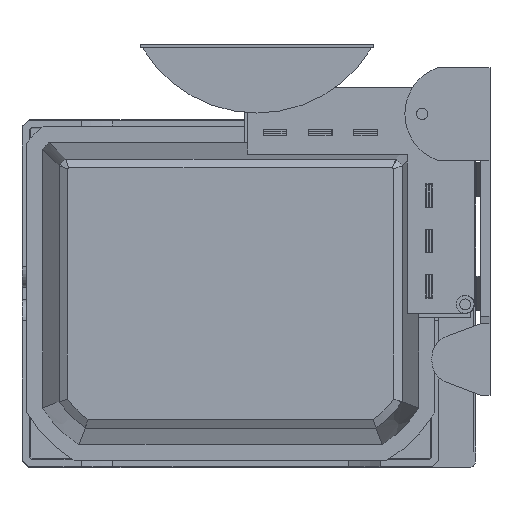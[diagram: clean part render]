
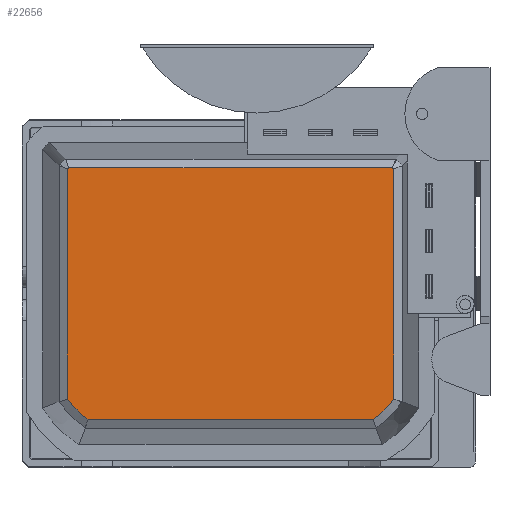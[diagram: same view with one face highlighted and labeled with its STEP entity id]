
A CAD part, front view. The second image highlights one B-rep face of the part: STEP entity #22656.
In plain terms, the highlighted planar face has unit normal (0, -1, 0).
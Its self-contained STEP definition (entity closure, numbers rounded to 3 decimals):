
#5911=EDGE_CURVE('',#11450,#11447,#11451,.T.);
#5915=EDGE_CURVE('',#11455,#11456,#11457,.T.);
#5917=EDGE_CURVE('',#11456,#11459,#11460,.T.);
#5919=EDGE_CURVE('',#11459,#11462,#11463,.T.);
#5921=EDGE_CURVE('',#11462,#11465,#11466,.T.);
#5923=EDGE_CURVE('',#11465,#11468,#11469,.T.);
#5925=EDGE_CURVE('',#11468,#11450,#11471,.T.);
#5927=EDGE_CURVE('',#11447,#11455,#11473,.T.);
#11447=VERTEX_POINT('',#22254);
#11450=VERTEX_POINT('',#22263);
#11451=CIRCLE('',#22264,57.619);
#11455=VERTEX_POINT('',#22275);
#11456=VERTEX_POINT('',#22276);
#11457=CIRCLE('',#22277,17.589);
#11459=VERTEX_POINT('',#22280);
#11460=LINE('',#22281,#22282);
#11462=VERTEX_POINT('',#22285);
#11463=CIRCLE('',#22286,17.589);
#11465=VERTEX_POINT('',#22289);
#11466=LINE('',#22290,#22291);
#11468=VERTEX_POINT('',#22294);
#11469=CIRCLE('',#22295,57.619);
#11471=LINE('',#22298,#22299);
#11473=LINE('',#22302,#22303);
#22254=CARTESIAN_POINT('',(-53.133,-261.35,-157.426));
#22263=CARTESIAN_POINT('',(-64.519,-261.35,-168.812));
#22264=AXIS2_PLACEMENT_3D('',#27842,#27843,#27844);
#22275=CARTESIAN_POINT('',(-53.133,-261.35,-30.345));
#22276=CARTESIAN_POINT('',(-53.845,-261.35,-29.633));
#22277=AXIS2_PLACEMENT_3D('',#27845,#27846,#27847);
#22280=CARTESIAN_POINT('',(-232.599,-261.35,-29.633));
#22281=CARTESIAN_POINT('',(-53.845,-261.35,-29.633));
#22282=VECTOR('',#27848,178.754);
#22285=CARTESIAN_POINT('',(-233.312,-261.35,-30.345));
#22286=AXIS2_PLACEMENT_3D('',#27849,#27850,#27851);
#22289=CARTESIAN_POINT('',(-233.312,-261.35,-157.426));
#22290=CARTESIAN_POINT('',(-233.312,-261.35,-30.345));
#22291=VECTOR('',#27852,127.08);
#22294=CARTESIAN_POINT('',(-221.926,-261.35,-168.812));
#22295=AXIS2_PLACEMENT_3D('',#27853,#27854,#27855);
#22298=CARTESIAN_POINT('',(-221.926,-261.35,-168.812));
#22299=VECTOR('',#27856,157.407);
#22302=CARTESIAN_POINT('',(-53.133,-261.35,-157.426));
#22303=VECTOR('',#27857,127.08);
#22656=ADVANCED_FACE('',(#28100),#28101,.F.);
#27842=CARTESIAN_POINT('',(-99.169,-261.35,-122.776));
#27843=DIRECTION('',(0.,-1.0,0.));
#27844=DIRECTION('',(0.601,0.0,-0.799));
#27845=CARTESIAN_POINT('',(-65.922,-261.35,-42.422));
#27846=DIRECTION('',(0.,-1.0,0.));
#27847=DIRECTION('',(0.727,0.0,0.687));
#27848=DIRECTION('',(-1.0,0.0,0.));
#27849=CARTESIAN_POINT('',(-220.523,-261.35,-42.422));
#27850=DIRECTION('',(0.,-1.0,0.));
#27851=DIRECTION('',(-0.687,0.0,0.727));
#27852=DIRECTION('',(0.,0.0,-1.0));
#27853=CARTESIAN_POINT('',(-187.276,-261.35,-122.776));
#27854=DIRECTION('',(0.,-1.0,0.));
#27855=DIRECTION('',(-0.799,0.,-0.601));
#27856=DIRECTION('',(1.0,0.0,0.0));
#27857=DIRECTION('',(0.,0.0,1.0));
#28100=FACE_OUTER_BOUND('',#32150,.T.);
#28101=PLANE('',#32151);
#32150=EDGE_LOOP('',(#38767,#38768,#38769,#38770,#38771,#38772,#38773,#38774));
#32151=AXIS2_PLACEMENT_3D('',#38775,#38776,#38777);
#38767=ORIENTED_EDGE('',*,*,#5915,.T.);
#38768=ORIENTED_EDGE('',*,*,#5917,.T.);
#38769=ORIENTED_EDGE('',*,*,#5919,.T.);
#38770=ORIENTED_EDGE('',*,*,#5921,.T.);
#38771=ORIENTED_EDGE('',*,*,#5923,.T.);
#38772=ORIENTED_EDGE('',*,*,#5925,.T.);
#38773=ORIENTED_EDGE('',*,*,#5911,.T.);
#38774=ORIENTED_EDGE('',*,*,#5927,.T.);
#38775=CARTESIAN_POINT('',(-143.222,-261.35,-99.222));
#38776=DIRECTION('',(0.,1.0,0.));
#38777=DIRECTION('',(0.,0.,-1.0));
